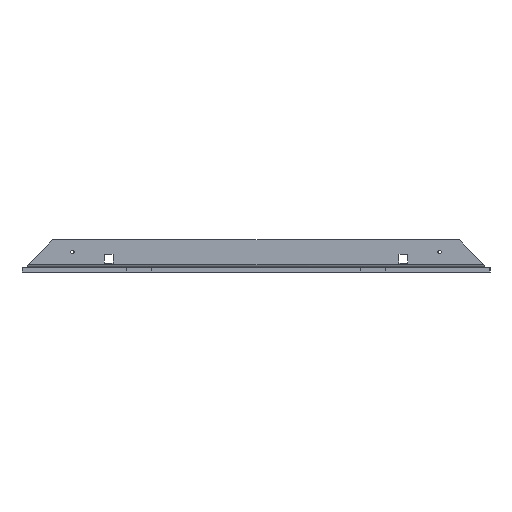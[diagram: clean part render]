
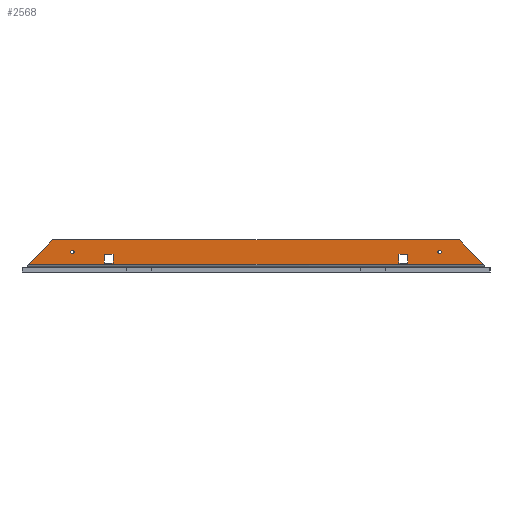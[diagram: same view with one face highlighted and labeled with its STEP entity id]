
A CAD part, front view. The second image highlights one B-rep face of the part: STEP entity #2568.
In plain terms, the highlighted face is planar.
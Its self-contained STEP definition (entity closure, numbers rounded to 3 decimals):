
#20 = DIRECTION ( 'NONE',  ( 0.707, 0.707, 0. ) ) ;
#27 = CARTESIAN_POINT ( 'NONE',  ( -218.5, -75.532, 0. ) ) ;
#50 = CARTESIAN_POINT ( 'NONE',  ( 0., -62.385, 0. ) ) ;
#54 = LINE ( 'NONE', #2248, #1029 ) ;
#64 = CARTESIAN_POINT ( 'NONE',  ( 170.185, 0., 0. ) ) ;
#71 = VERTEX_POINT ( 'NONE', #1236 ) ;
#93 = EDGE_CURVE ( 'NONE', #409, #1760, #2358, .T. ) ;
#98 = DIRECTION ( 'NONE',  ( -1., 0., 0. ) ) ;
#109 = CARTESIAN_POINT ( 'NONE',  ( 0., -72.885, 0. ) ) ;
#138 = DIRECTION ( 'NONE',  ( 0., 1., 0. ) ) ;
#161 = LINE ( 'NONE', #109, #2682 ) ;
#194 = VERTEX_POINT ( 'NONE', #2197 ) ;
#195 = FACE_OUTER_BOUND ( 'NONE', #1129, .T. ) ;
#196 = AXIS2_PLACEMENT_3D ( 'NONE', #1245, #2081, #1900 ) ;
#197 = CARTESIAN_POINT ( 'NONE',  ( 180.685, -72.885, 0. ) ) ;
#219 = EDGE_CURVE ( 'NONE', #1847, #795, #1381, .T. ) ;
#258 = CIRCLE ( 'NONE', #1890, 2.1 ) ;
#279 = ORIENTED_EDGE ( 'NONE', *, *, #615, .T. ) ;
#320 = VERTEX_POINT ( 'NONE', #2227 ) ;
#349 = ORIENTED_EDGE ( 'NONE', *, *, #1248, .T. ) ;
#370 = VECTOR ( 'NONE', #771, 1000. ) ;
#374 = FACE_BOUND ( 'NONE', #477, .T. ) ;
#409 = VERTEX_POINT ( 'NONE', #197 ) ;
#427 = CARTESIAN_POINT ( 'NONE',  ( 0., -90., 0. ) ) ;
#434 = CARTESIAN_POINT ( 'NONE',  ( 220.6, -75.532, 0. ) ) ;
#436 = EDGE_LOOP ( 'NONE', ( #1794, #2044 ) ) ;
#454 = CARTESIAN_POINT ( 'NONE',  ( -170.185, 0., 0. ) ) ;
#473 = ORIENTED_EDGE ( 'NONE', *, *, #1419, .T. ) ;
#477 = EDGE_LOOP ( 'NONE', ( #2597, #774, #279, #473 ) ) ;
#488 = EDGE_CURVE ( 'NONE', #320, #519, #258, .T. ) ;
#493 = EDGE_CURVE ( 'NONE', #2493, #839, #2563, .T. ) ;
#514 = LINE ( 'NONE', #50, #1721 ) ;
#519 = VERTEX_POINT ( 'NONE', #1543 ) ;
#548 = EDGE_LOOP ( 'NONE', ( #979, #349 ) ) ;
#578 = DIRECTION ( 'NONE',  ( 0., -1., 0. ) ) ;
#581 = FACE_BOUND ( 'NONE', #2025, .T. ) ;
#615 = EDGE_CURVE ( 'NONE', #839, #1558, #54, .T. ) ;
#665 = CARTESIAN_POINT ( 'NONE',  ( 218.5, -75.532, 0. ) ) ;
#667 = VECTOR ( 'NONE', #2367, 1000. ) ;
#670 = CIRCLE ( 'NONE', #2599, 2.1 ) ;
#676 = LINE ( 'NONE', #427, #1314 ) ;
#696 = ORIENTED_EDGE ( 'NONE', *, *, #2490, .F. ) ;
#739 = CARTESIAN_POINT ( 'NONE',  ( -270.685, -61.065, 0. ) ) ;
#754 = CARTESIAN_POINT ( 'NONE',  ( -170.185, -62.385, 0. ) ) ;
#765 = DIRECTION ( 'NONE',  ( 1., 0., 0. ) ) ;
#771 = DIRECTION ( 'NONE',  ( 0.707, -0.707, 0. ) ) ;
#774 = ORIENTED_EDGE ( 'NONE', *, *, #493, .T. ) ;
#795 = VERTEX_POINT ( 'NONE', #2274 ) ;
#839 = VERTEX_POINT ( 'NONE', #754 ) ;
#879 = DIRECTION ( 'NONE',  ( 0., -1., 0. ) ) ;
#888 = LINE ( 'NONE', #1128, #2220 ) ;
#900 = VECTOR ( 'NONE', #2676, 1000. ) ;
#902 = DIRECTION ( 'NONE',  ( 1., 0., 0. ) ) ;
#979 = ORIENTED_EDGE ( 'NONE', *, *, #219, .T. ) ;
#985 = ORIENTED_EDGE ( 'NONE', *, *, #1725, .T. ) ;
#1005 = DIRECTION ( 'NONE',  ( 0., 0., 1. ) ) ;
#1017 = DIRECTION ( 'NONE',  ( 1., 0., 0. ) ) ;
#1029 = VECTOR ( 'NONE', #98, 1000. ) ;
#1061 = DIRECTION ( 'NONE',  ( 0., 0., 1. ) ) ;
#1099 = CARTESIAN_POINT ( 'NONE',  ( -170.185, -72.885, 0. ) ) ;
#1128 = CARTESIAN_POINT ( 'NONE',  ( 278.5, -53.25, 0. ) ) ;
#1129 = EDGE_LOOP ( 'NONE', ( #696, #2611, #1372, #2649 ) ) ;
#1202 = CARTESIAN_POINT ( 'NONE',  ( 180.685, 0., 0. ) ) ;
#1232 = PLANE ( 'NONE',  #196 ) ;
#1236 = CARTESIAN_POINT ( 'NONE',  ( 170.185, -62.385, 0. ) ) ;
#1243 = CARTESIAN_POINT ( 'NONE',  ( 270.685, -61.065, 0. ) ) ;
#1245 = CARTESIAN_POINT ( 'NONE',  ( 0., 0., 0. ) ) ;
#1248 = EDGE_CURVE ( 'NONE', #795, #1847, #670, .T. ) ;
#1314 = VECTOR ( 'NONE', #2366, 1000. ) ;
#1328 = CARTESIAN_POINT ( 'NONE',  ( 0., -61.065, 0. ) ) ;
#1372 = ORIENTED_EDGE ( 'NONE', *, *, #2729, .F. ) ;
#1381 = CIRCLE ( 'NONE', #1970, 2.1 ) ;
#1419 = EDGE_CURVE ( 'NONE', #1558, #2692, #2480, .T. ) ;
#1447 = VERTEX_POINT ( 'NONE', #1243 ) ;
#1457 = VERTEX_POINT ( 'NONE', #2278 ) ;
#1462 = EDGE_CURVE ( 'NONE', #2692, #2493, #161, .T. ) ;
#1543 = CARTESIAN_POINT ( 'NONE',  ( -220.6, -75.532, 0. ) ) ;
#1558 = VERTEX_POINT ( 'NONE', #2558 ) ;
#1644 = CARTESIAN_POINT ( 'NONE',  ( -218.5, -75.532, 0. ) ) ;
#1704 = DIRECTION ( 'NONE',  ( 0., 0., 1. ) ) ;
#1721 = VECTOR ( 'NONE', #2402, 1000. ) ;
#1725 = EDGE_CURVE ( 'NONE', #1457, #409, #2040, .T. ) ;
#1752 = CARTESIAN_POINT ( 'NONE',  ( -180.685, -72.885, 0. ) ) ;
#1760 = VERTEX_POINT ( 'NONE', #2276 ) ;
#1794 = ORIENTED_EDGE ( 'NONE', *, *, #488, .T. ) ;
#1796 = LINE ( 'NONE', #64, #1902 ) ;
#1802 = VECTOR ( 'NONE', #1877, 1000. ) ;
#1828 = CARTESIAN_POINT ( 'NONE',  ( 0., -72.885, 0. ) ) ;
#1835 = CARTESIAN_POINT ( 'NONE',  ( -241.75, -90., 0. ) ) ;
#1847 = VERTEX_POINT ( 'NONE', #434 ) ;
#1877 = DIRECTION ( 'NONE',  ( 1., 0., 0. ) ) ;
#1890 = AXIS2_PLACEMENT_3D ( 'NONE', #27, #1704, #2147 ) ;
#1900 = DIRECTION ( 'NONE',  ( 1., 0., 0. ) ) ;
#1902 = VECTOR ( 'NONE', #879, 1000. ) ;
#1970 = AXIS2_PLACEMENT_3D ( 'NONE', #2759, #1061, #902 ) ;
#1977 = EDGE_CURVE ( 'NONE', #1760, #71, #514, .T. ) ;
#1980 = VECTOR ( 'NONE', #578, 1000. ) ;
#2010 = EDGE_CURVE ( 'NONE', #71, #1457, #1796, .T. ) ;
#2025 = EDGE_LOOP ( 'NONE', ( #985, #2279, #2659, #2244 ) ) ;
#2040 = LINE ( 'NONE', #1828, #1802 ) ;
#2044 = ORIENTED_EDGE ( 'NONE', *, *, #2600, .T. ) ;
#2047 = DIRECTION ( 'NONE',  ( 0., 0., 1. ) ) ;
#2053 = LINE ( 'NONE', #2273, #370 ) ;
#2081 = DIRECTION ( 'NONE',  ( 0., 0., 1. ) ) ;
#2112 = CARTESIAN_POINT ( 'NONE',  ( -180.685, 0., 0. ) ) ;
#2121 = EDGE_CURVE ( 'NONE', #2216, #2483, #2053, .T. ) ;
#2131 = FACE_BOUND ( 'NONE', #436, .T. ) ;
#2147 = DIRECTION ( 'NONE',  ( 1., 0., 0. ) ) ;
#2163 = VECTOR ( 'NONE', #138, 1000. ) ;
#2197 = CARTESIAN_POINT ( 'NONE',  ( 241.75, -90., 0. ) ) ;
#2216 = VERTEX_POINT ( 'NONE', #739 ) ;
#2220 = VECTOR ( 'NONE', #20, 1000. ) ;
#2227 = CARTESIAN_POINT ( 'NONE',  ( -216.4, -75.532, 0. ) ) ;
#2244 = ORIENTED_EDGE ( 'NONE', *, *, #2010, .T. ) ;
#2248 = CARTESIAN_POINT ( 'NONE',  ( 0., -62.385, 0. ) ) ;
#2273 = CARTESIAN_POINT ( 'NONE',  ( -278.5, -53.25, 0. ) ) ;
#2274 = CARTESIAN_POINT ( 'NONE',  ( 216.4, -75.532, 0. ) ) ;
#2276 = CARTESIAN_POINT ( 'NONE',  ( 180.685, -62.385, 0. ) ) ;
#2278 = CARTESIAN_POINT ( 'NONE',  ( 170.185, -72.885, 0. ) ) ;
#2279 = ORIENTED_EDGE ( 'NONE', *, *, #93, .T. ) ;
#2358 = LINE ( 'NONE', #1202, #2163 ) ;
#2366 = DIRECTION ( 'NONE',  ( 1., 0., 0. ) ) ;
#2367 = DIRECTION ( 'NONE',  ( 0., 1., 0. ) ) ;
#2394 = EDGE_CURVE ( 'NONE', #194, #1447, #888, .T. ) ;
#2402 = DIRECTION ( 'NONE',  ( -1., 0., 0. ) ) ;
#2438 = AXIS2_PLACEMENT_3D ( 'NONE', #1644, #1005, #2708 ) ;
#2479 = CIRCLE ( 'NONE', #2438, 2.1 ) ;
#2480 = LINE ( 'NONE', #2112, #1980 ) ;
#2483 = VERTEX_POINT ( 'NONE', #1835 ) ;
#2490 = EDGE_CURVE ( 'NONE', #1447, #2216, #2615, .T. ) ;
#2493 = VERTEX_POINT ( 'NONE', #1099 ) ;
#2558 = CARTESIAN_POINT ( 'NONE',  ( -180.685, -62.385, 0. ) ) ;
#2563 = LINE ( 'NONE', #454, #667 ) ;
#2568 = ADVANCED_FACE ( 'NONE', ( #374, #581, #2131, #2693, #195 ), #1232, .F. ) ;
#2597 = ORIENTED_EDGE ( 'NONE', *, *, #1462, .T. ) ;
#2599 = AXIS2_PLACEMENT_3D ( 'NONE', #665, #2047, #765 ) ;
#2600 = EDGE_CURVE ( 'NONE', #519, #320, #2479, .T. ) ;
#2611 = ORIENTED_EDGE ( 'NONE', *, *, #2394, .F. ) ;
#2615 = LINE ( 'NONE', #1328, #900 ) ;
#2649 = ORIENTED_EDGE ( 'NONE', *, *, #2121, .F. ) ;
#2659 = ORIENTED_EDGE ( 'NONE', *, *, #1977, .T. ) ;
#2676 = DIRECTION ( 'NONE',  ( -1., 0., 0. ) ) ;
#2682 = VECTOR ( 'NONE', #1017, 1000. ) ;
#2692 = VERTEX_POINT ( 'NONE', #1752 ) ;
#2693 = FACE_BOUND ( 'NONE', #548, .T. ) ;
#2708 = DIRECTION ( 'NONE',  ( 1., 0., 0. ) ) ;
#2729 = EDGE_CURVE ( 'NONE', #2483, #194, #676, .T. ) ;
#2759 = CARTESIAN_POINT ( 'NONE',  ( 218.5, -75.532, 0. ) ) ;
